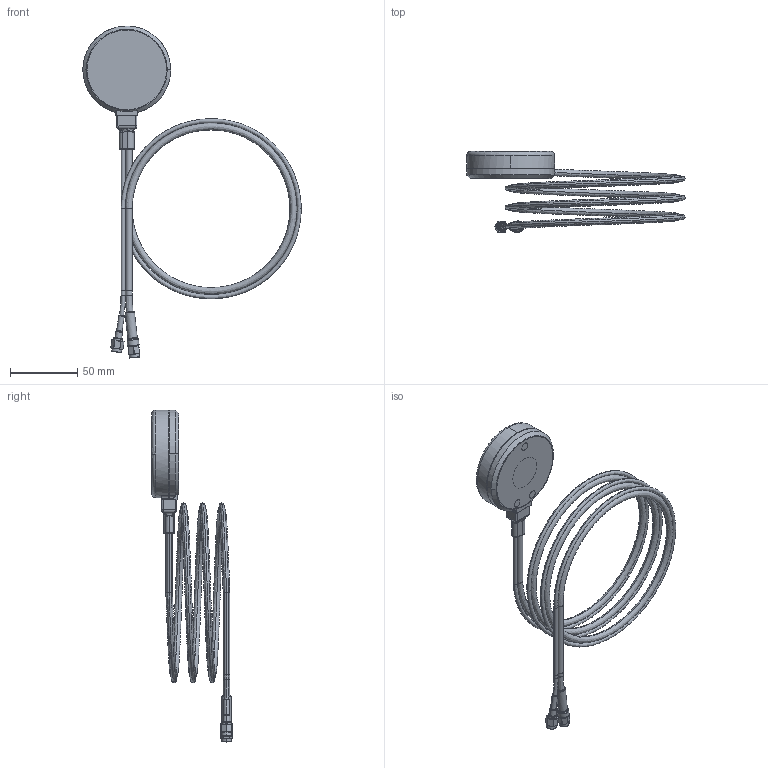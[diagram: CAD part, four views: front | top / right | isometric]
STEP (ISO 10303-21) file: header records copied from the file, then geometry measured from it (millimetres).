
FILE_DESCRIPTION (( 'STEP AP214' ), '1' );
FILE_NAME ('HG-PCGM01-03SM.STEP', '2015-09-11T15:26:08', ( 'L-Com' ), ( 'L-Com Global Connectivity' ), 'SwSTEP 2.0', 'SolidWorks 2014', '' );
FILE_SCHEMA (( 'AUTOMOTIVE_DESIGN' ));
Length unit declared in the file: inch
Products named in the file (8): HG-PCGM01-03_Cables; HG-PCGM01-03_174 TO FAKRA; HG-PCGM01-03_195 TO FAKRA; HG-PCGM01-03_CABLE GROM; HG-PCGM01-03_3M DUAL LOCK TAPE; HG-PCGM01-03_RADOM BASE; HG-PCGM01-03_RADOM TOP; HG-PCGM01-03SM
Assembly tree (7 placements, depth 2):
  HG-PCGM01-03SM
    HG-PCGM01-03_RADOM TOP
    HG-PCGM01-03_RADOM BASE
    HG-PCGM01-03_3M DUAL LOCK TAPE
    HG-PCGM01-03_CABLE GROM
    HG-PCGM01-03_195 TO FAKRA
    HG-PCGM01-03_174 TO FAKRA
    HG-PCGM01-03_Cables
Bounding box: 161.73 x 60.32 x 246.09 mm (x, y, z)
Volume: 65870.7 mm3; surface area: 73151.1 mm2
Topology: 8 solids, 8 shells, 608 faces, 1560 edges, 940 vertices
Faces by surface type: cylinder 264, plane 198, bspline 144, cone 2
Entity records: 26513 total; most frequent: CARTESIAN_POINT 12098, ORIENTED_EDGE 3006, DIRECTION 2950, EDGE_CURVE 1503, AXIS2_PLACEMENT_3D 1137, VERTEX_POINT 940, VECTOR 676, LINE 676
